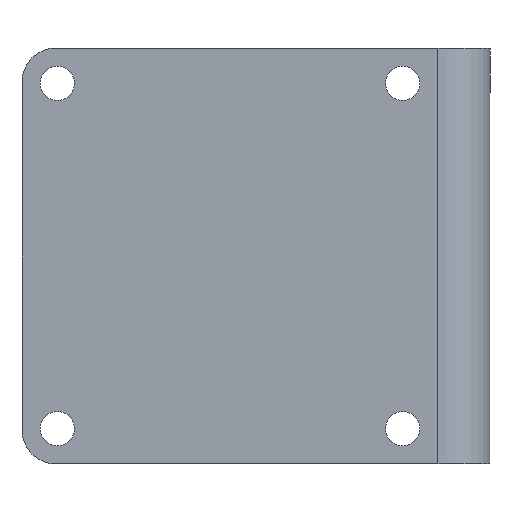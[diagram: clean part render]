
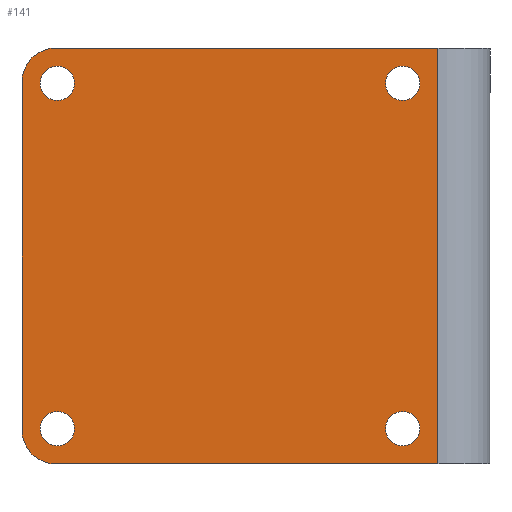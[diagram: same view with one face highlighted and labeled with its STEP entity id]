
A CAD part, front view. The second image highlights one B-rep face of the part: STEP entity #141.
In plain terms, the highlighted planar face has unit normal (0, -1, 0).
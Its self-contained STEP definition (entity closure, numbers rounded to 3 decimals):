
#2 = ORIENTED_EDGE ( 'NONE', *, *, #252, .T. ) ;
#3 = DIRECTION ( 'NONE',  ( 0., 0., 1. ) ) ;
#5 = CARTESIAN_POINT ( 'NONE',  ( -38.2, 0., -33.2 ) ) ;
#9 = ORIENTED_EDGE ( 'NONE', *, *, #118, .T. ) ;
#18 = EDGE_LOOP ( 'NONE', ( #70, #9, #726, #517, #1019, #315 ) ) ;
#19 = AXIS2_PLACEMENT_3D ( 'NONE', #641, #34, #140 ) ;
#28 = DIRECTION ( 'NONE',  ( 0., 1., 0. ) ) ;
#34 = DIRECTION ( 'NONE',  ( 0., -1., 0. ) ) ;
#39 = VERTEX_POINT ( 'NONE', #177 ) ;
#47 = VERTEX_POINT ( 'NONE', #282 ) ;
#62 = EDGE_CURVE ( 'NONE', #39, #864, #128, .T. ) ;
#70 = ORIENTED_EDGE ( 'NONE', *, *, #534, .F. ) ;
#74 = DIRECTION ( 'NONE',  ( 0., 0., 1. ) ) ;
#93 = VERTEX_POINT ( 'NONE', #443 ) ;
#97 = EDGE_CURVE ( 'NONE', #39, #93, #484, .T. ) ;
#106 = DIRECTION ( 'NONE',  ( -1., 0., 0. ) ) ;
#116 = FACE_BOUND ( 'NONE', #132, .T. ) ;
#118 = EDGE_CURVE ( 'NONE', #298, #864, #469, .T. ) ;
#121 = DIRECTION ( 'NONE',  ( 0., 0., 1. ) ) ;
#128 = LINE ( 'NONE', #357, #470 ) ;
#132 = EDGE_LOOP ( 'NONE', ( #662, #1064 ) ) ;
#133 = CARTESIAN_POINT ( 'NONE',  ( 28.2, 0., 33.2 ) ) ;
#138 = ORIENTED_EDGE ( 'NONE', *, *, #293, .T. ) ;
#140 = DIRECTION ( 'NONE',  ( 0., 0., 1. ) ) ;
#141 = ADVANCED_FACE ( 'NONE', ( #116, #708, #388, #738, #745 ), #691, .F. ) ;
#149 = DIRECTION ( 'NONE',  ( 0., 1., 0. ) ) ;
#167 = DIRECTION ( 'NONE',  ( 0., 1., 0. ) ) ;
#175 = DIRECTION ( 'NONE',  ( 0., 1., 0. ) ) ;
#177 = CARTESIAN_POINT ( 'NONE',  ( 35., 0., -40. ) ) ;
#195 = DIRECTION ( 'NONE',  ( 0., 0., 1. ) ) ;
#205 = DIRECTION ( 'NONE',  ( 1., 0., 0. ) ) ;
#227 = CARTESIAN_POINT ( 'NONE',  ( 28.2, 0., -33.2 ) ) ;
#242 = CIRCLE ( 'NONE', #976, 6.5 ) ;
#252 = EDGE_CURVE ( 'NONE', #685, #47, #368, .T. ) ;
#258 = EDGE_LOOP ( 'NONE', ( #660, #138 ) ) ;
#275 = EDGE_CURVE ( 'NONE', #805, #935, #731, .T. ) ;
#276 = VERTEX_POINT ( 'NONE', #921 ) ;
#282 = CARTESIAN_POINT ( 'NONE',  ( 28.2, 0., 36.5 ) ) ;
#293 = EDGE_CURVE ( 'NONE', #784, #642, #752, .T. ) ;
#297 = CIRCLE ( 'NONE', #361, 3.3 ) ;
#298 = VERTEX_POINT ( 'NONE', #667 ) ;
#303 = DIRECTION ( 'NONE',  ( 0., -1., 0. ) ) ;
#310 = DIRECTION ( 'NONE',  ( 0., 1., 0. ) ) ;
#312 = CARTESIAN_POINT ( 'NONE',  ( -45., 0., -40. ) ) ;
#315 = ORIENTED_EDGE ( 'NONE', *, *, #580, .T. ) ;
#329 = DIRECTION ( 'NONE',  ( 0., 0., 1. ) ) ;
#336 = CARTESIAN_POINT ( 'NONE',  ( 28.2, 0., -29.9 ) ) ;
#357 = CARTESIAN_POINT ( 'NONE',  ( -45., 0., -40. ) ) ;
#361 = AXIS2_PLACEMENT_3D ( 'NONE', #649, #167, #890 ) ;
#368 = CIRCLE ( 'NONE', #588, 3.3 ) ;
#388 = FACE_BOUND ( 'NONE', #522, .T. ) ;
#424 = DIRECTION ( 'NONE',  ( 0., 1., 0. ) ) ;
#443 = CARTESIAN_POINT ( 'NONE',  ( 35., 0., 40. ) ) ;
#449 = CARTESIAN_POINT ( 'NONE',  ( -38.5, 0., -40. ) ) ;
#455 = CARTESIAN_POINT ( 'NONE',  ( -45., 0., 40. ) ) ;
#469 = CIRCLE ( 'NONE', #19, 6.5 ) ;
#470 = VECTOR ( 'NONE', #106, 1000. ) ;
#478 = VECTOR ( 'NONE', #74, 1000. ) ;
#482 = EDGE_CURVE ( 'NONE', #642, #784, #850, .T. ) ;
#483 = CARTESIAN_POINT ( 'NONE',  ( -38.2, 0., -29.9 ) ) ;
#484 = LINE ( 'NONE', #991, #478 ) ;
#502 = AXIS2_PLACEMENT_3D ( 'NONE', #516, #946, #3 ) ;
#516 = CARTESIAN_POINT ( 'NONE',  ( 28.2, 0., -33.2 ) ) ;
#517 = ORIENTED_EDGE ( 'NONE', *, *, #97, .T. ) ;
#522 = EDGE_LOOP ( 'NONE', ( #672, #978 ) ) ;
#531 = DIRECTION ( 'NONE',  ( 0., 0., 1. ) ) ;
#532 = EDGE_CURVE ( 'NONE', #47, #685, #536, .T. ) ;
#534 = EDGE_CURVE ( 'NONE', #298, #905, #899, .T. ) ;
#536 = CIRCLE ( 'NONE', #955, 3.3 ) ;
#556 = DIRECTION ( 'NONE',  ( 0., 0., 1. ) ) ;
#580 = EDGE_CURVE ( 'NONE', #276, #905, #242, .T. ) ;
#588 = AXIS2_PLACEMENT_3D ( 'NONE', #1017, #149, #556 ) ;
#594 = VECTOR ( 'NONE', #205, 1000. ) ;
#609 = CARTESIAN_POINT ( 'NONE',  ( 28.2, 0., -36.5 ) ) ;
#625 = ORIENTED_EDGE ( 'NONE', *, *, #532, .T. ) ;
#632 = EDGE_CURVE ( 'NONE', #276, #93, #929, .T. ) ;
#641 = CARTESIAN_POINT ( 'NONE',  ( -38.5, 0., -33.5 ) ) ;
#642 = VERTEX_POINT ( 'NONE', #483 ) ;
#644 = VERTEX_POINT ( 'NONE', #882 ) ;
#649 = CARTESIAN_POINT ( 'NONE',  ( -38.2, 0., 33.2 ) ) ;
#652 = EDGE_CURVE ( 'NONE', #848, #644, #922, .T. ) ;
#660 = ORIENTED_EDGE ( 'NONE', *, *, #482, .T. ) ;
#662 = ORIENTED_EDGE ( 'NONE', *, *, #275, .T. ) ;
#664 = DIRECTION ( 'NONE',  ( 0., 0., 1. ) ) ;
#667 = CARTESIAN_POINT ( 'NONE',  ( -45., 0., -33.5 ) ) ;
#672 = ORIENTED_EDGE ( 'NONE', *, *, #652, .T. ) ;
#685 = VERTEX_POINT ( 'NONE', #909 ) ;
#691 = PLANE ( 'NONE',  #1022 ) ;
#708 = FACE_BOUND ( 'NONE', #881, .T. ) ;
#710 = CARTESIAN_POINT ( 'NONE',  ( -38.5, 0., 33.5 ) ) ;
#726 = ORIENTED_EDGE ( 'NONE', *, *, #62, .F. ) ;
#730 = CARTESIAN_POINT ( 'NONE',  ( -38.2, 0., 33.2 ) ) ;
#731 = CIRCLE ( 'NONE', #1052, 3.3 ) ;
#738 = FACE_BOUND ( 'NONE', #258, .T. ) ;
#745 = FACE_OUTER_BOUND ( 'NONE', #18, .T. ) ;
#750 = AXIS2_PLACEMENT_3D ( 'NONE', #730, #175, #815 ) ;
#752 = CIRCLE ( 'NONE', #759, 3.3 ) ;
#759 = AXIS2_PLACEMENT_3D ( 'NONE', #986, #424, #664 ) ;
#784 = VERTEX_POINT ( 'NONE', #1056 ) ;
#794 = CARTESIAN_POINT ( 'NONE',  ( 0., 0., 0. ) ) ;
#805 = VERTEX_POINT ( 'NONE', #336 ) ;
#812 = EDGE_CURVE ( 'NONE', #644, #848, #297, .T. ) ;
#815 = DIRECTION ( 'NONE',  ( 0., 0., 1. ) ) ;
#848 = VERTEX_POINT ( 'NONE', #1069 ) ;
#850 = CIRCLE ( 'NONE', #1030, 3.3 ) ;
#860 = CARTESIAN_POINT ( 'NONE',  ( -45., 0., 33.5 ) ) ;
#862 = DIRECTION ( 'NONE',  ( 0., 0., 1. ) ) ;
#864 = VERTEX_POINT ( 'NONE', #449 ) ;
#881 = EDGE_LOOP ( 'NONE', ( #625, #2 ) ) ;
#882 = CARTESIAN_POINT ( 'NONE',  ( -38.2, 0., 29.9 ) ) ;
#887 = DIRECTION ( 'NONE',  ( 0., 1., 0. ) ) ;
#890 = DIRECTION ( 'NONE',  ( 0., 0., 1. ) ) ;
#899 = LINE ( 'NONE', #312, #912 ) ;
#905 = VERTEX_POINT ( 'NONE', #860 ) ;
#909 = CARTESIAN_POINT ( 'NONE',  ( 28.2, 0., 29.9 ) ) ;
#912 = VECTOR ( 'NONE', #121, 1000. ) ;
#921 = CARTESIAN_POINT ( 'NONE',  ( -38.5, 0., 40. ) ) ;
#922 = CIRCLE ( 'NONE', #750, 3.3 ) ;
#928 = DIRECTION ( 'NONE',  ( 0., 1., 0. ) ) ;
#929 = LINE ( 'NONE', #455, #594 ) ;
#935 = VERTEX_POINT ( 'NONE', #609 ) ;
#943 = EDGE_CURVE ( 'NONE', #935, #805, #1025, .T. ) ;
#946 = DIRECTION ( 'NONE',  ( 0., 1., 0. ) ) ;
#955 = AXIS2_PLACEMENT_3D ( 'NONE', #133, #928, #195 ) ;
#976 = AXIS2_PLACEMENT_3D ( 'NONE', #710, #303, #531 ) ;
#978 = ORIENTED_EDGE ( 'NONE', *, *, #812, .T. ) ;
#986 = CARTESIAN_POINT ( 'NONE',  ( -38.2, 0., -33.2 ) ) ;
#991 = CARTESIAN_POINT ( 'NONE',  ( 35., 0., 0. ) ) ;
#1017 = CARTESIAN_POINT ( 'NONE',  ( 28.2, 0., 33.2 ) ) ;
#1018 = DIRECTION ( 'NONE',  ( 0., 0., 1. ) ) ;
#1019 = ORIENTED_EDGE ( 'NONE', *, *, #632, .F. ) ;
#1022 = AXIS2_PLACEMENT_3D ( 'NONE', #794, #887, #862 ) ;
#1025 = CIRCLE ( 'NONE', #502, 3.3 ) ;
#1030 = AXIS2_PLACEMENT_3D ( 'NONE', #5, #28, #1018 ) ;
#1052 = AXIS2_PLACEMENT_3D ( 'NONE', #227, #310, #329 ) ;
#1056 = CARTESIAN_POINT ( 'NONE',  ( -38.2, 0., -36.5 ) ) ;
#1064 = ORIENTED_EDGE ( 'NONE', *, *, #943, .T. ) ;
#1069 = CARTESIAN_POINT ( 'NONE',  ( -38.2, 0., 36.5 ) ) ;
